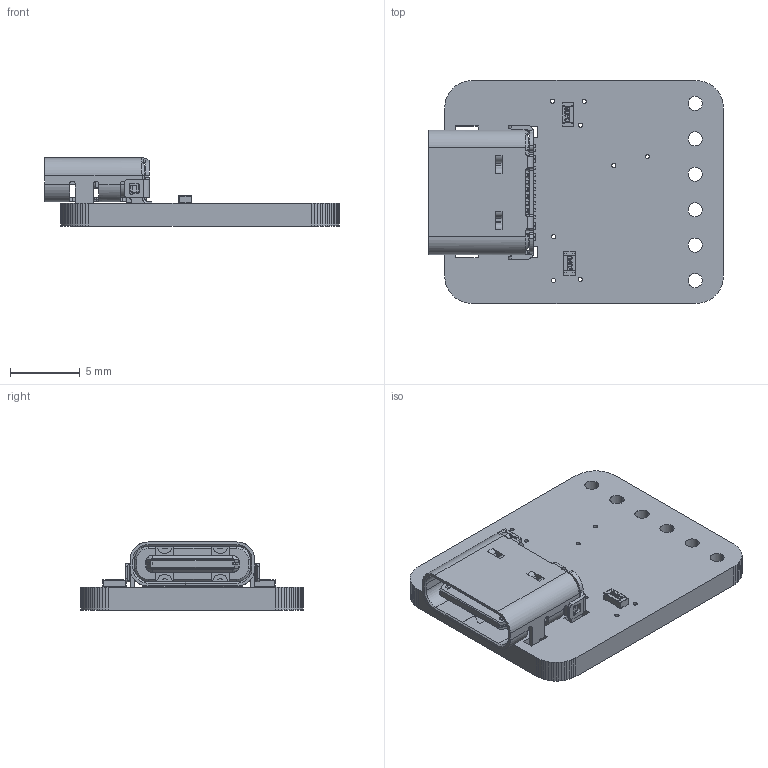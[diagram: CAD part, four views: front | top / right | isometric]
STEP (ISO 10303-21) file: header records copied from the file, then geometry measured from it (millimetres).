
FILE_DESCRIPTION(('PCB Model'),'2;1');
FILE_NAME('7SEMI USB ADAPTER.STEP','2023-02-03T15:09:15',('pritesh'),('Unspecified'), 'Open CASCADE STEP processor 6.8','Proteus','Unknown');
FILE_SCHEMA(('AUTOMOTIVE_DESIGN { 1 0 10303 214 1 1 1 1 }'));
Length unit declared in the file: millimetre
Products named in the file (37): Open CASCADE STEP translator 6.8 2; Layer_1; J3; Open CASCADE STEP translator 6.8 2.2.1; Body_1; SOLID; R1; Open CASCADE STEP translator 6.8 2.3.1; =>[0:1:1:3]; =>[0:1:1:4]; =>[0:1:1:5]; =>[0:1:1:6]; R2; Open CASCADE STEP translator 6.8 2.4.1
Assembly tree (37 placements, depth 6):
  Open CASCADE STEP translator 6.8 2
    Layer_1
    J3
      Open CASCADE STEP translator 6.8 2.2.1
        Body_1
          (unnamed)
          (unnamed)
            SOLID
            SOLID
            SOLID
            SOLID
            SOLID
            SOLID
            SOLID
            SOLID
            SOLID
            SOLID
            SOLID
            SOLID
            SOLID
            SOLID
            SOLID
            SOLID
            SOLID
            SOLID
            SOLID
            SOLID
          (unnamed)
    R1
      Open CASCADE STEP translator 6.8 2.3.1
        Body_1
          =>[0:1:1:3]
          =>[0:1:1:4]
          =>[0:1:1:5]
          =>[0:1:1:6]
    R2
      Open CASCADE STEP translator 6.8 2.4.1
        Body_1
          =>[0:1:1:3]
          =>[0:1:1:4]
          =>[0:1:1:5]
          =>[0:1:1:6]
Bounding box: 21.17 x 16 x 4.89 mm (x, y, z)
Volume: 617.8 mm3; surface area: 1538.6 mm2
Topology: 31 solids, 43 shells, 2303 faces, 6515 edges, 4292 vertices
Faces by surface type: plane 1606, cylinder 573, bspline 89, cone 35
Entity records: 76690 total; most frequent: CARTESIAN_POINT 18413, ORIENTED_EDGE 12556, DIRECTION 10669, EDGE_CURVE 6278, LINE 4665, VECTOR 4665, VERTEX_POINT 4134, AXIS2_PLACEMENT_3D 3002
